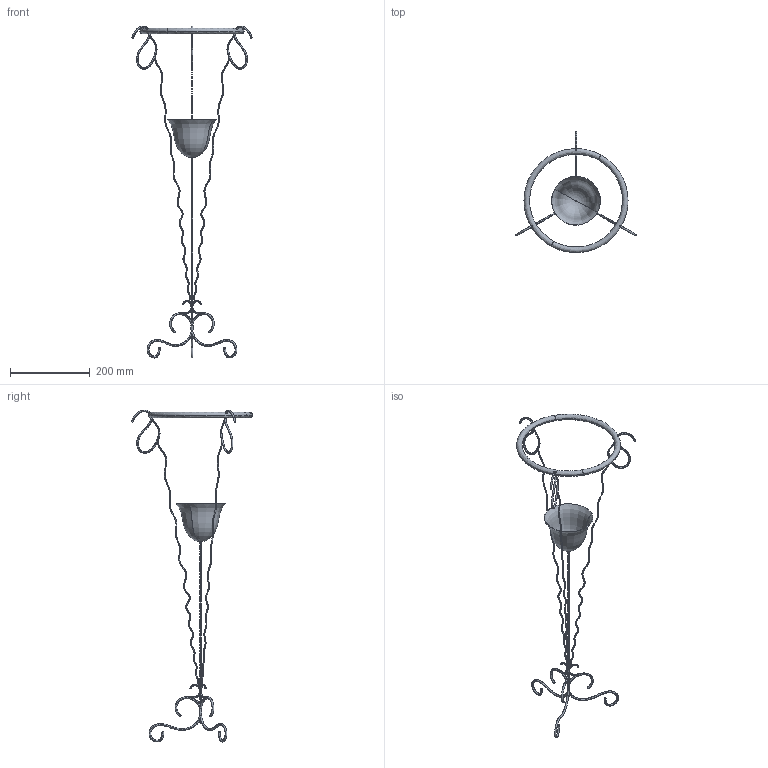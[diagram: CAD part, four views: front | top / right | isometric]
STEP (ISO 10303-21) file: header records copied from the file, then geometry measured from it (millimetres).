
FILE_DESCRIPTION(('FreeCAD Model'),'2;1');
FILE_NAME('Open CASCADE Shape Model','2025-04-25T15:56:54',('FreeCAD'),( 'FreeCAD'),'Open CASCADE STEP processor 7.6','FreeCAD','Unknown');
FILE_SCHEMA(('AUTOMOTIVE_DESIGN { 1 0 10303 214 1 1 1 1 }'));
Products named in the file (1): Open CASCADE STEP translator 7.6 1
Bounding box: 302.33 x 305.06 x 835.12 mm (x, y, z)
Volume: 183342.4 mm3; surface area: 136285.9 mm2
Topology: 2 solids, 2 shells, 192 faces, 452 edges, 262 vertices
Faces by surface type: bspline 192
Entity records: 50186 total; most frequent: CARTESIAN_POINT 47355, ORIENTED_EDGE 892, EDGE_CURVE 446, B_SPLINE_CURVE_WITH_KNOTS 410, VERTEX_POINT 262, FACE_BOUND 214, EDGE_LOOP 214, ADVANCED_FACE 192
